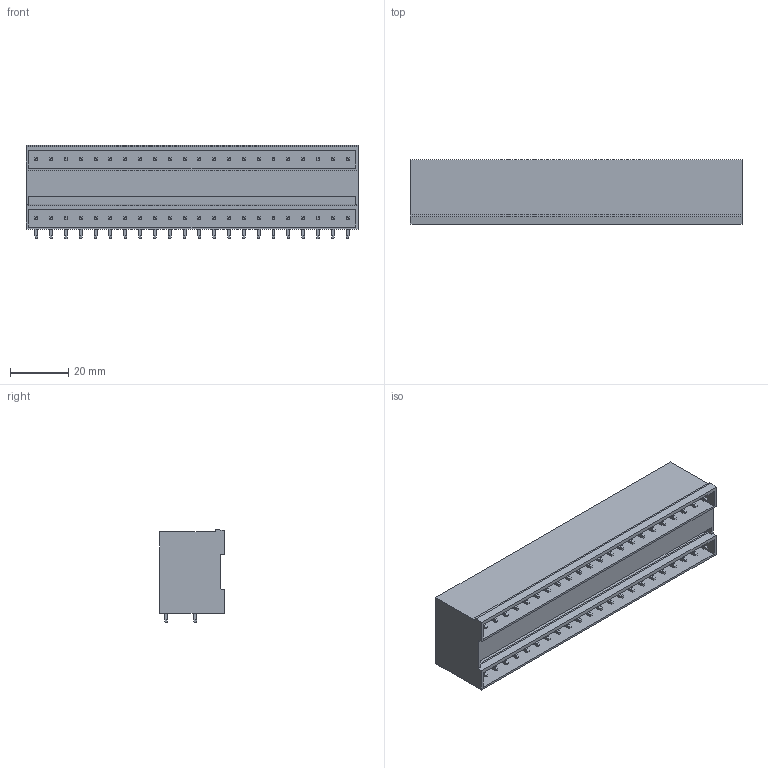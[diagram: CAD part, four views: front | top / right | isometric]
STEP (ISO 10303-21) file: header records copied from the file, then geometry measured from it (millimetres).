
FILE_DESCRIPTION(('CATIA V5 STEP Exchange','CAx-IF Rec.Pracs.--- Model Styling and Organization---1.2---2011-12-15'),'2;1');
FILE_NAME ('D1453119_0_1601990000_1601990000.stp','2018-11-03T03:59:56+00:00',('none'),('Weidmueller'),'CATIA Version 5-6 Release 2014','CATIA V5 STEP AP214','none');
FILE_SCHEMA(('AUTOMOTIVE_DESIGN { 1 0 10303 214 1 1 1 1 }'));
Length unit declared in the file: millimetre
Products named in the file (1): 1601990000
Bounding box: 113.76 x 22 x 31.88 mm (x, y, z)
Volume: 33515.1 mm3; surface area: 32946.8 mm2
Topology: 45 solids, 45 shells, 1002 faces, 2378 edges, 1468 vertices
Faces by surface type: plane 1002
Entity records: 24170 total; most frequent: ORIENTED_EDGE 4756, CARTESIAN_POINT 4516, DIRECTION 2660, EDGE_CURVE 2378, VECTOR 2026, LINE 2026, VERTEX_POINT 1468, EDGE_LOOP 1092
